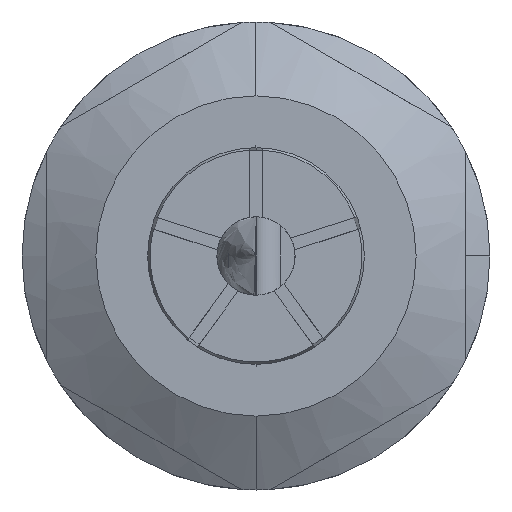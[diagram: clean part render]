
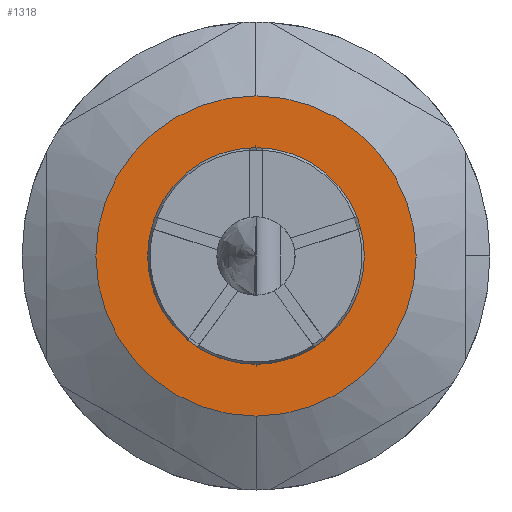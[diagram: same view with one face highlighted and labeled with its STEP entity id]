
A CAD part, front view. The second image highlights one B-rep face of the part: STEP entity #1318.
In plain terms, the highlighted planar face has unit normal (0, -1, 0).
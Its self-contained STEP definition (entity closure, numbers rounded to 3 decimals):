
#9 = CIRCLE ( 'NONE', #3071, 6.5 ) ;
#40 = EDGE_LOOP ( 'NONE', ( #3921, #5836 ) ) ;
#148 = CARTESIAN_POINT ( 'NONE',  ( 0., 0., 4.4 ) ) ;
#308 = EDGE_CURVE ( 'NONE', #3129, #7611, #4066, .T. ) ;
#352 = EDGE_CURVE ( 'NONE', #7611, #3129, #367, .T. ) ;
#367 = CIRCLE ( 'NONE', #7814, 4.4 ) ;
#641 = DIRECTION ( 'NONE',  ( -1., 0., 0. ) ) ;
#682 = PLANE ( 'NONE',  #1392 ) ;
#799 = CARTESIAN_POINT ( 'NONE',  ( 0., 0., -6.5 ) ) ;
#800 = CARTESIAN_POINT ( 'NONE',  ( 0., 0., 0. ) ) ;
#816 = CARTESIAN_POINT ( 'NONE',  ( 0., 0., 0. ) ) ;
#1318 = ADVANCED_FACE ( 'NONE', ( #3028, #5372 ), #682, .T. ) ;
#1325 = CARTESIAN_POINT ( 'NONE',  ( 0., 0., 0. ) ) ;
#1392 = AXIS2_PLACEMENT_3D ( 'NONE', #7424, #4257, #641 ) ;
#1402 = ORIENTED_EDGE ( 'NONE', *, *, #308, .T. ) ;
#1404 = DIRECTION ( 'NONE',  ( 0., 1., 0. ) ) ;
#1543 = AXIS2_PLACEMENT_3D ( 'NONE', #816, #1404, #2003 ) ;
#1727 = VERTEX_POINT ( 'NONE', #5113 ) ;
#1990 = DIRECTION ( 'NONE',  ( 0., 0., 1. ) ) ;
#2003 = DIRECTION ( 'NONE',  ( 0., 0., 1. ) ) ;
#2025 = AXIS2_PLACEMENT_3D ( 'NONE', #1325, #4338, #2563 ) ;
#2039 = DIRECTION ( 'NONE',  ( 0., 0., 1. ) ) ;
#2563 = DIRECTION ( 'NONE',  ( 0., 0., 1. ) ) ;
#3028 = FACE_BOUND ( 'NONE', #3860, .T. ) ;
#3071 = AXIS2_PLACEMENT_3D ( 'NONE', #800, #5038, #1990 ) ;
#3129 = VERTEX_POINT ( 'NONE', #4677 ) ;
#3860 = EDGE_LOOP ( 'NONE', ( #4623, #1402 ) ) ;
#3921 = ORIENTED_EDGE ( 'NONE', *, *, #4254, .F. ) ;
#4066 = CIRCLE ( 'NONE', #2025, 4.4 ) ;
#4254 = EDGE_CURVE ( 'NONE', #1727, #7598, #9, .T. ) ;
#4257 = DIRECTION ( 'NONE',  ( 0., -1., 0. ) ) ;
#4338 = DIRECTION ( 'NONE',  ( 0., 1., 0. ) ) ;
#4623 = ORIENTED_EDGE ( 'NONE', *, *, #352, .T. ) ;
#4677 = CARTESIAN_POINT ( 'NONE',  ( 0., 0., -4.4 ) ) ;
#4928 = DIRECTION ( 'NONE',  ( 0., 1., 0. ) ) ;
#4960 = CIRCLE ( 'NONE', #1543, 6.5 ) ;
#5038 = DIRECTION ( 'NONE',  ( 0., 1., 0. ) ) ;
#5113 = CARTESIAN_POINT ( 'NONE',  ( 0., 0., 6.5 ) ) ;
#5372 = FACE_OUTER_BOUND ( 'NONE', #40, .T. ) ;
#5836 = ORIENTED_EDGE ( 'NONE', *, *, #7655, .F. ) ;
#6815 = CARTESIAN_POINT ( 'NONE',  ( 0., 0., 0. ) ) ;
#7424 = CARTESIAN_POINT ( 'NONE',  ( 0., 0., 0. ) ) ;
#7598 = VERTEX_POINT ( 'NONE', #799 ) ;
#7611 = VERTEX_POINT ( 'NONE', #148 ) ;
#7655 = EDGE_CURVE ( 'NONE', #7598, #1727, #4960, .T. ) ;
#7814 = AXIS2_PLACEMENT_3D ( 'NONE', #6815, #4928, #2039 ) ;
